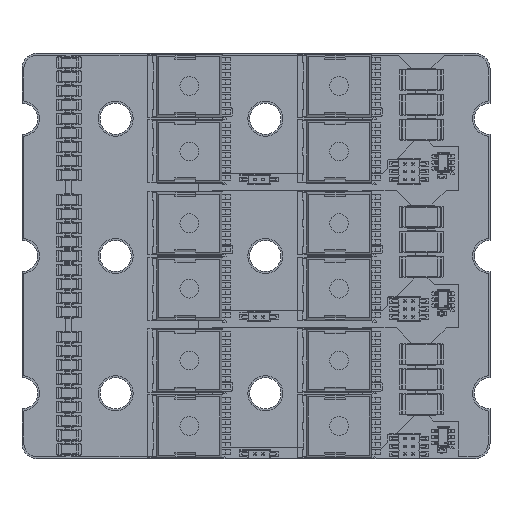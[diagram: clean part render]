
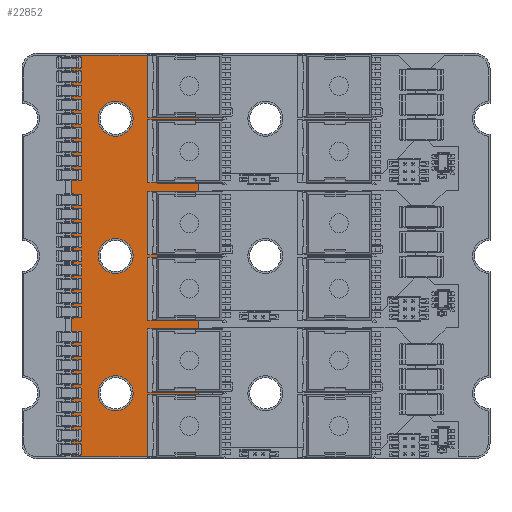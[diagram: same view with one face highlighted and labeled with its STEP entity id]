
A CAD part, top view. The second image highlights one B-rep face of the part: STEP entity #22852.
In plain terms, the highlighted planar face has unit normal (0, 0, 1).
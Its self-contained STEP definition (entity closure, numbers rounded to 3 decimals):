
#22479 = VERTEX_POINT('',#22480);
#22480 = CARTESIAN_POINT('',(-67.,32.076,1.535));
#22486 = EDGE_CURVE('',#22479,#22487,#22489,.T.);
#22487 = VERTEX_POINT('',#22488);
#22488 = CARTESIAN_POINT('',(-66.876,32.2,1.535));
#22489 = CIRCLE('',#22490,0.124);
#22490 = AXIS2_PLACEMENT_3D('',#22491,#22492,#22493);
#22491 = CARTESIAN_POINT('',(-66.876,32.075,1.535));
#22492 = DIRECTION('',(0.,0.,-1.));
#22493 = DIRECTION('',(-1.,0.,0.));
#22519 = EDGE_CURVE('',#22487,#22520,#22522,.T.);
#22520 = VERTEX_POINT('',#22521);
#22521 = CARTESIAN_POINT('',(-46.874,32.2,1.535));
#22522 = LINE('',#22523,#22524);
#22523 = CARTESIAN_POINT('',(-66.876,32.2,1.535));
#22524 = VECTOR('',#22525,1.);
#22525 = DIRECTION('',(1.,0.,0.));
#22550 = EDGE_CURVE('',#22520,#22551,#22553,.T.);
#22551 = VERTEX_POINT('',#22552);
#22552 = CARTESIAN_POINT('',(-46.75,32.076,1.535));
#22553 = CIRCLE('',#22554,0.124);
#22554 = AXIS2_PLACEMENT_3D('',#22555,#22556,#22557);
#22555 = CARTESIAN_POINT('',(-46.874,32.075,1.535));
#22556 = DIRECTION('',(0.,0.,-1.));
#22557 = DIRECTION('',(0.,1.,0.));
#22583 = EDGE_CURVE('',#22551,#22584,#22586,.T.);
#22584 = VERTEX_POINT('',#22585);
#22585 = CARTESIAN_POINT('',(-46.75,-32.076,1.535));
#22586 = LINE('',#22587,#22588);
#22587 = CARTESIAN_POINT('',(-46.75,32.076,1.535));
#22588 = VECTOR('',#22589,1.);
#22589 = DIRECTION('',(0.,-1.,0.));
#22614 = EDGE_CURVE('',#22584,#22615,#22617,.T.);
#22615 = VERTEX_POINT('',#22616);
#22616 = CARTESIAN_POINT('',(-46.874,-32.2,1.535));
#22617 = CIRCLE('',#22618,0.124);
#22618 = AXIS2_PLACEMENT_3D('',#22619,#22620,#22621);
#22619 = CARTESIAN_POINT('',(-46.874,-32.075,1.535));
#22620 = DIRECTION('',(0.,0.,-1.));
#22621 = DIRECTION('',(1.,0.,0.));
#22647 = EDGE_CURVE('',#22615,#22648,#22650,.T.);
#22648 = VERTEX_POINT('',#22649);
#22649 = CARTESIAN_POINT('',(-66.876,-32.2,1.535));
#22650 = LINE('',#22651,#22652);
#22651 = CARTESIAN_POINT('',(-46.874,-32.2,1.535));
#22652 = VECTOR('',#22653,1.);
#22653 = DIRECTION('',(-1.,0.,0.));
#22678 = EDGE_CURVE('',#22648,#22679,#22681,.T.);
#22679 = VERTEX_POINT('',#22680);
#22680 = CARTESIAN_POINT('',(-67.,-32.076,1.535));
#22681 = CIRCLE('',#22682,0.124);
#22682 = AXIS2_PLACEMENT_3D('',#22683,#22684,#22685);
#22683 = CARTESIAN_POINT('',(-66.876,-32.075,1.535));
#22684 = DIRECTION('',(0.,0.,-1.));
#22685 = DIRECTION('',(0.,-1.,-0.));
#22711 = EDGE_CURVE('',#22679,#22479,#22712,.T.);
#22712 = LINE('',#22713,#22714);
#22713 = CARTESIAN_POINT('',(-67.,-32.076,1.535));
#22714 = VECTOR('',#22715,1.);
#22715 = DIRECTION('',(0.,1.,0.));
#22735 = VERTEX_POINT('',#22736);
#22736 = CARTESIAN_POINT('',(-57.195,-22.,1.535));
#22742 = EDGE_CURVE('',#22735,#22735,#22743,.T.);
#22743 = CIRCLE('',#22744,2.805);
#22744 = AXIS2_PLACEMENT_3D('',#22745,#22746,#22747);
#22745 = CARTESIAN_POINT('',(-60.,-22.,1.535));
#22746 = DIRECTION('',(0.,0.,1.));
#22747 = DIRECTION('',(1.,0.,-0.));
#22768 = VERTEX_POINT('',#22769);
#22769 = CARTESIAN_POINT('',(-57.195,0.,1.535));
#22775 = EDGE_CURVE('',#22768,#22768,#22776,.T.);
#22776 = CIRCLE('',#22777,2.805);
#22777 = AXIS2_PLACEMENT_3D('',#22778,#22779,#22780);
#22778 = CARTESIAN_POINT('',(-60.,0.,1.535));
#22779 = DIRECTION('',(0.,0.,1.));
#22780 = DIRECTION('',(1.,0.,-0.));
#22801 = VERTEX_POINT('',#22802);
#22802 = CARTESIAN_POINT('',(-57.195,22.,1.535));
#22808 = EDGE_CURVE('',#22801,#22801,#22809,.T.);
#22809 = CIRCLE('',#22810,2.805);
#22810 = AXIS2_PLACEMENT_3D('',#22811,#22812,#22813);
#22811 = CARTESIAN_POINT('',(-60.,22.,1.535));
#22812 = DIRECTION('',(0.,0.,1.));
#22813 = DIRECTION('',(1.,0.,-0.));
#22852 = ADVANCED_FACE('',(#22853,#22863,#22866,#22869),#22872,.T.);
#22853 = FACE_BOUND('',#22854,.F.);
#22854 = EDGE_LOOP('',(#22855,#22856,#22857,#22858,#22859,#22860,#22861,
    #22862));
#22855 = ORIENTED_EDGE('',*,*,#22486,.T.);
#22856 = ORIENTED_EDGE('',*,*,#22519,.T.);
#22857 = ORIENTED_EDGE('',*,*,#22550,.T.);
#22858 = ORIENTED_EDGE('',*,*,#22583,.T.);
#22859 = ORIENTED_EDGE('',*,*,#22614,.T.);
#22860 = ORIENTED_EDGE('',*,*,#22647,.T.);
#22861 = ORIENTED_EDGE('',*,*,#22678,.T.);
#22862 = ORIENTED_EDGE('',*,*,#22711,.T.);
#22863 = FACE_BOUND('',#22864,.F.);
#22864 = EDGE_LOOP('',(#22865));
#22865 = ORIENTED_EDGE('',*,*,#22742,.T.);
#22866 = FACE_BOUND('',#22867,.F.);
#22867 = EDGE_LOOP('',(#22868));
#22868 = ORIENTED_EDGE('',*,*,#22775,.T.);
#22869 = FACE_BOUND('',#22870,.F.);
#22870 = EDGE_LOOP('',(#22871));
#22871 = ORIENTED_EDGE('',*,*,#22808,.T.);
#22872 = PLANE('',#22873);
#22873 = AXIS2_PLACEMENT_3D('',#22874,#22875,#22876);
#22874 = CARTESIAN_POINT('',(0.,0.,1.535));
#22875 = DIRECTION('',(0.,0.,1.));
#22876 = DIRECTION('',(1.,0.,-0.));
